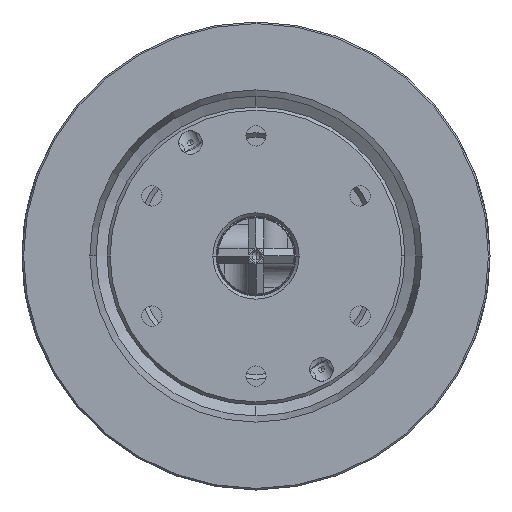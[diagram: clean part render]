
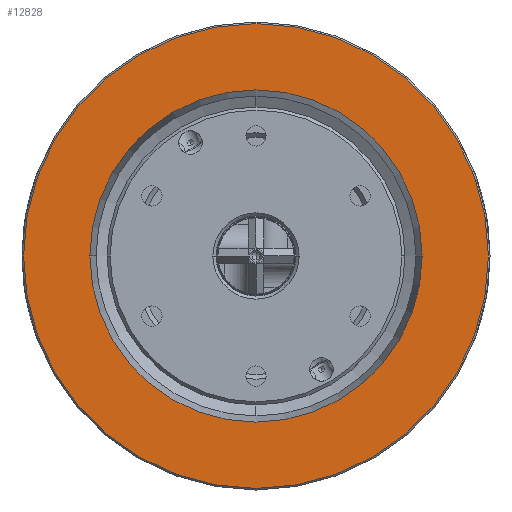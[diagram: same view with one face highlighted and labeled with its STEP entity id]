
A CAD part, left-side view. The second image highlights one B-rep face of the part: STEP entity #12828.
In plain terms, the highlighted planar face has unit normal (-1, 0, 0).
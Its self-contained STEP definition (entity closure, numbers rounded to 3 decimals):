
#725 = VERTEX_POINT ( 'NONE', #7978 ) ;
#979 = DIRECTION ( 'NONE',  ( 0., -1., 0. ) ) ;
#1040 = DIRECTION ( 'NONE',  ( -1., 0., 0. ) ) ;
#1065 = CARTESIAN_POINT ( 'NONE',  ( 0., 0., 0. ) ) ;
#1106 = ORIENTED_EDGE ( 'NONE', *, *, #9300, .F. ) ;
#1521 = DIRECTION ( 'NONE',  ( 0., -1., 0. ) ) ;
#1652 = CARTESIAN_POINT ( 'NONE',  ( 0., 15., 0. ) ) ;
#3043 = FACE_BOUND ( 'NONE', #14574, .T. ) ;
#3186 = CIRCLE ( 'NONE', #9972, 10.65 ) ;
#4456 = DIRECTION ( 'NONE',  ( 1., 0., 0. ) ) ;
#4486 = CARTESIAN_POINT ( 'NONE',  ( 0., 10.65, 0. ) ) ;
#4529 = AXIS2_PLACEMENT_3D ( 'NONE', #1065, #1040, #979 ) ;
#5506 = EDGE_CURVE ( 'NONE', #8243, #13571, #10820, .T. ) ;
#5567 = EDGE_CURVE ( 'NONE', #13571, #8243, #3186, .T. ) ;
#6007 = ORIENTED_EDGE ( 'NONE', *, *, #5506, .F. ) ;
#6262 = EDGE_CURVE ( 'NONE', #12426, #725, #10998, .T. ) ;
#6994 = AXIS2_PLACEMENT_3D ( 'NONE', #12393, #12375, #12354 ) ;
#7039 = CARTESIAN_POINT ( 'NONE',  ( 0., -10.65, 0. ) ) ;
#7043 = AXIS2_PLACEMENT_3D ( 'NONE', #10573, #10555, #10510 ) ;
#7875 = ORIENTED_EDGE ( 'NONE', *, *, #5567, .F. ) ;
#7978 = CARTESIAN_POINT ( 'NONE',  ( 0., 0., -14.9 ) ) ;
#8243 = VERTEX_POINT ( 'NONE', #7039 ) ;
#8458 = PLANE ( 'NONE',  #13511 ) ;
#8774 = CARTESIAN_POINT ( 'NONE',  ( 0., 0., 0. ) ) ;
#8791 = CARTESIAN_POINT ( 'NONE',  ( 0., 0., 14.9 ) ) ;
#9300 = EDGE_CURVE ( 'NONE', #725, #12426, #16103, .T. ) ;
#9972 = AXIS2_PLACEMENT_3D ( 'NONE', #8774, #15529, #1521 ) ;
#10127 = EDGE_LOOP ( 'NONE', ( #1106, #16475 ) ) ;
#10510 = DIRECTION ( 'NONE',  ( 0., 0., -1. ) ) ;
#10555 = DIRECTION ( 'NONE',  ( 1., 0., 0. ) ) ;
#10573 = CARTESIAN_POINT ( 'NONE',  ( 0., 0., 0. ) ) ;
#10820 = CIRCLE ( 'NONE', #4529, 10.65 ) ;
#10998 = CIRCLE ( 'NONE', #6994, 14.9 ) ;
#12354 = DIRECTION ( 'NONE',  ( 0., 0., -1. ) ) ;
#12375 = DIRECTION ( 'NONE',  ( 1., 0., 0. ) ) ;
#12393 = CARTESIAN_POINT ( 'NONE',  ( 0., 0., 0. ) ) ;
#12426 = VERTEX_POINT ( 'NONE', #8791 ) ;
#12828 = ADVANCED_FACE ( 'NONE', ( #3043, #13945 ), #8458, .F. ) ;
#13511 = AXIS2_PLACEMENT_3D ( 'NONE', #1652, #4456, #13998 ) ;
#13571 = VERTEX_POINT ( 'NONE', #4486 ) ;
#13945 = FACE_OUTER_BOUND ( 'NONE', #10127, .T. ) ;
#13998 = DIRECTION ( 'NONE',  ( 0., 0., -1. ) ) ;
#14574 = EDGE_LOOP ( 'NONE', ( #6007, #7875 ) ) ;
#15529 = DIRECTION ( 'NONE',  ( -1., 0., 0. ) ) ;
#16103 = CIRCLE ( 'NONE', #7043, 14.9 ) ;
#16475 = ORIENTED_EDGE ( 'NONE', *, *, #6262, .F. ) ;
